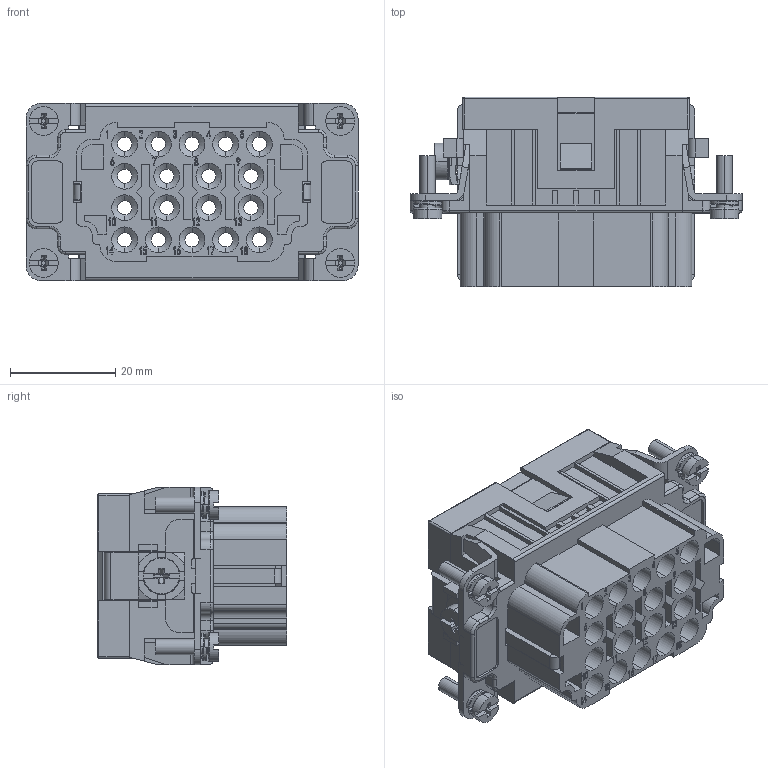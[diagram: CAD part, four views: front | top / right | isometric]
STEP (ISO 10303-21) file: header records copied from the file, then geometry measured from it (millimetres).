
FILE_DESCRIPTION (( 'STEP AP203' ), '1' );
FILE_NAME ('290203018.step', '2025-02-12T17:38:15', ( '' ), ( '' ), 'SwSTEP 2.0', 'SolidWorks 2024', '' );
FILE_SCHEMA (( 'CONFIG_CONTROL_DESIGN' ));
Products named in the file (1): 290203018
Bounding box: 63.1 x 36 x 33.8 mm (x, y, z)
Volume: 28977.8 mm3; surface area: 31912.5 mm2
Topology: 1 solids, 5 shells, 2030 faces, 5658 edges, 3684 vertices
Faces by surface type: plane 1166, cylinder 521, bspline 204, cone 84, torus 51, sphere 4
Entity records: 82174 total; most frequent: CARTESIAN_POINT 30552, ORIENTED_EDGE 11308, DIRECTION 9951, EDGE_CURVE 5654, VECTOR 3805, LINE 3805, VERTEX_POINT 3684, AXIS2_PLACEMENT_3D 3073
